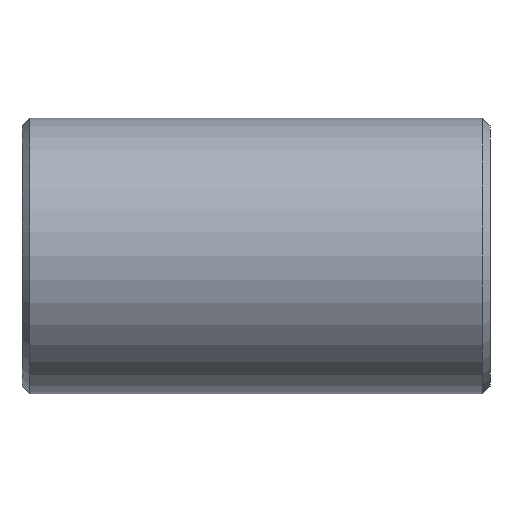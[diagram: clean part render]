
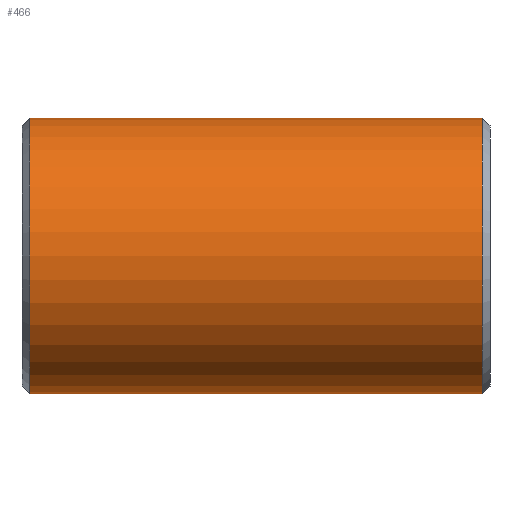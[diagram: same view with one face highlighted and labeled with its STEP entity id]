
A CAD part, front view. The second image highlights one B-rep face of the part: STEP entity #466.
In plain terms, the highlighted cylindrical face has radius 84.138 mm (diameter 168.275 mm), a partial arc.
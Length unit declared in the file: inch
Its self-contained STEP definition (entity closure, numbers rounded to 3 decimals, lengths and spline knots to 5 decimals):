
#1 = EDGE_CURVE ( 'NONE', #415, #405, #220, .T. ) ;
#19 = DIRECTION ( 'NONE',  ( -1., 0., 0. ) ) ;
#53 = ORIENTED_EDGE ( 'NONE', *, *, #611, .F. ) ;
#74 = CARTESIAN_POINT ( 'NONE',  ( 5.62, 0., -3.3125 ) ) ;
#112 = CARTESIAN_POINT ( 'NONE',  ( 5.43267, 0., -3.3125 ) ) ;
#125 = VECTOR ( 'NONE', #19, 39.37008 ) ;
#133 = EDGE_LOOP ( 'NONE', ( #53, #280, #375, #450 ) ) ;
#134 = CYLINDRICAL_SURFACE ( 'NONE', #647, 3.3125 ) ;
#135 = EDGE_CURVE ( 'NONE', #459, #273, #163, .T. ) ;
#140 = DIRECTION ( 'NONE',  ( -1., 0., 0. ) ) ;
#163 = CIRCLE ( 'NONE', #813, 3.3125 ) ;
#188 = DIRECTION ( 'NONE',  ( 0., 0., -1. ) ) ;
#201 = CARTESIAN_POINT ( 'NONE',  ( 5.62, 0., 0. ) ) ;
#220 = CIRCLE ( 'NONE', #688, 3.3125 ) ;
#233 = CARTESIAN_POINT ( 'NONE',  ( 5.43267, 0., 0. ) ) ;
#254 = LINE ( 'NONE', #74, #125 ) ;
#273 = VERTEX_POINT ( 'NONE', #615 ) ;
#280 = ORIENTED_EDGE ( 'NONE', *, *, #135, .T. ) ;
#302 = CARTESIAN_POINT ( 'NONE',  ( -5.43267, 0., -3.3125 ) ) ;
#308 = FACE_OUTER_BOUND ( 'NONE', #133, .T. ) ;
#375 = ORIENTED_EDGE ( 'NONE', *, *, #561, .T. ) ;
#377 = CARTESIAN_POINT ( 'NONE',  ( 5.62, 0., 3.3125 ) ) ;
#395 = LINE ( 'NONE', #377, #451 ) ;
#405 = VERTEX_POINT ( 'NONE', #302 ) ;
#415 = VERTEX_POINT ( 'NONE', #436 ) ;
#436 = CARTESIAN_POINT ( 'NONE',  ( -5.43267, 0., 3.3125 ) ) ;
#450 = ORIENTED_EDGE ( 'NONE', *, *, #1, .T. ) ;
#451 = VECTOR ( 'NONE', #140, 39.37008 ) ;
#456 = DIRECTION ( 'NONE',  ( -1., 0., 0. ) ) ;
#459 = VERTEX_POINT ( 'NONE', #112 ) ;
#466 = ADVANCED_FACE ( 'NONE', ( #308 ), #134, .T. ) ;
#472 = DIRECTION ( 'NONE',  ( 1., 0., 0. ) ) ;
#520 = DIRECTION ( 'NONE',  ( 0., 0., 1. ) ) ;
#536 = CARTESIAN_POINT ( 'NONE',  ( -5.43267, 0., 0. ) ) ;
#561 = EDGE_CURVE ( 'NONE', #273, #415, #395, .T. ) ;
#611 = EDGE_CURVE ( 'NONE', #459, #405, #254, .T. ) ;
#615 = CARTESIAN_POINT ( 'NONE',  ( 5.43267, 0., 3.3125 ) ) ;
#647 = AXIS2_PLACEMENT_3D ( 'NONE', #201, #456, #520 ) ;
#688 = AXIS2_PLACEMENT_3D ( 'NONE', #536, #472, #728 ) ;
#728 = DIRECTION ( 'NONE',  ( 0., 0., 1. ) ) ;
#763 = DIRECTION ( 'NONE',  ( -1., 0., 0. ) ) ;
#813 = AXIS2_PLACEMENT_3D ( 'NONE', #233, #763, #188 ) ;
